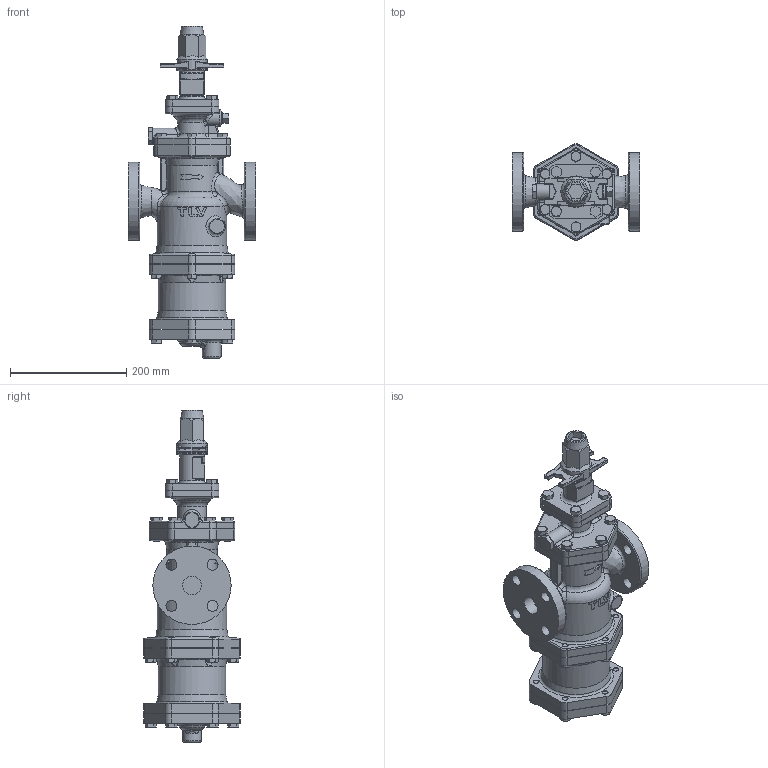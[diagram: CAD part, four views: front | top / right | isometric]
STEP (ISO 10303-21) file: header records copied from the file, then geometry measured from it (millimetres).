
FILE_DESCRIPTION(/* description */ (''),/* implementation_level */ '2;1');
FILE_NAME(/* name */ 'cos3x-032-jis10-00.stp',/* time_stamp */ '2017-12-26T09:41:38+09:00',/* author */ ('nakaot'),/* organization */ (''),/* preprocessor_version */ 'ST-DEVELOPER v15.6',/* originating_system */ 'Autodesk Inventor 2015',/* authorisation */ '');
FILE_SCHEMA (('CONFIG_CONTROL_DESIGN'));
Length unit declared in the file: millimetre
Products named in the file (1): cos3x-032-jis10-00
Bounding box: 220 x 166.02 x 572 mm (x, y, z)
Volume: 5490892.9 mm3; surface area: 521469.9 mm2
Topology: 6 solids, 6 shells, 1056 faces, 2534 edges, 1530 vertices
Faces by surface type: plane 389, cylinder 255, bspline 189, cone 135, torus 72, sphere 16
Full cylindrical faces by diameter (mm): 8.376 x22, 10 x22, 12 x22, 17.475 x1, 19 x8, 27 x1, 28 x1, 32 x3, 42 x1, 45 x1, 52 x1, 80 x4, 116 x1, 120 x1, 135 x2
Entity records: 36723 total; most frequent: CARTESIAN_POINT 14647, ORIENTED_EDGE 4626, DIRECTION 4271, EDGE_CURVE 2313, AXIS2_PLACEMENT_3D 1722, VERTEX_POINT 1467, EDGE_LOOP 1314, FACE_OUTER_BOUND 1056
